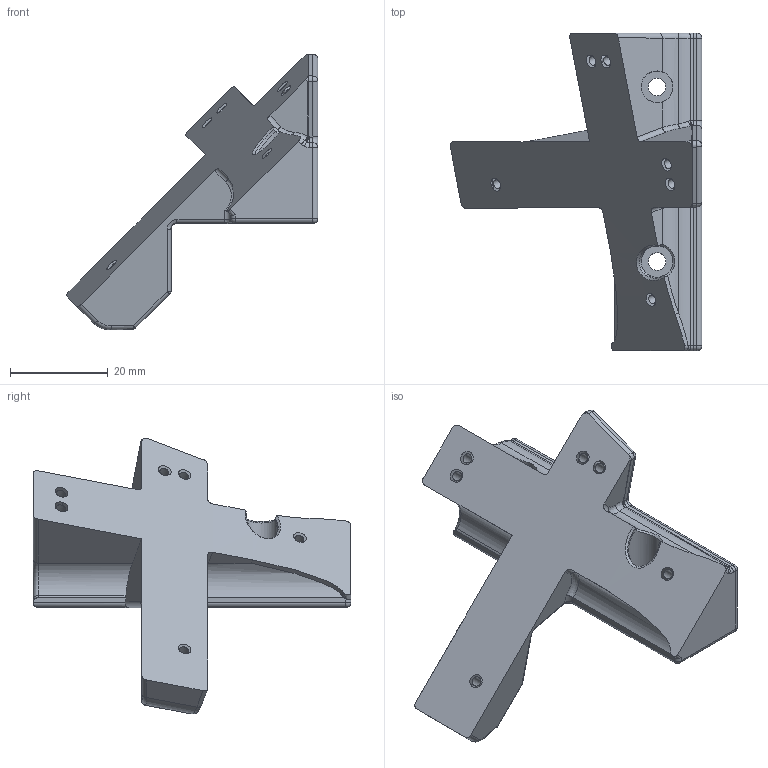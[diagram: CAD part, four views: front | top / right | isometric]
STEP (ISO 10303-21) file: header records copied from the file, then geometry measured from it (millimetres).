
FILE_DESCRIPTION(/* description */ (''),/* implementation_level */ '2;1');
FILE_NAME(/* name */ 'cam mount v.0.5.step',/* time_stamp */ '2025-01-04T02:02:08+03:00',/* author */ (''),/* organization */ (''),/* preprocessor_version */ 'ST-DEVELOPER v20',/* originating_system */ 'Autodesk Translation Framework v13.14.0.145',/* authorisation */ '');
FILE_SCHEMA (('AUTOMOTIVE_DESIGN { 1 0 10303 214 3 1 1 }'));
Length unit declared in the file: millimetre
Products named in the file (1): cam mount v.0.3
Bounding box: 51.49 x 65 x 56.43 mm (x, y, z)
Volume: 26627.4 mm3; surface area: 8655.6 mm2
Topology: 1 solids, 1 shells, 156 faces, 373 edges, 219 vertices
Faces by surface type: cylinder 64, plane 31, bspline 30, sphere 16, torus 9, cone 6
Full cylindrical faces by diameter (mm): 1.9 x6, 3.6 x2, 6.5 x2
Entity records: 5435 total; most frequent: CARTESIAN_POINT 1852, DIRECTION 747, ORIENTED_EDGE 742, EDGE_CURVE 371, AXIS2_PLACEMENT_3D 303, VERTEX_POINT 219, EDGE_LOOP 170, FACE_OUTER_BOUND 156
